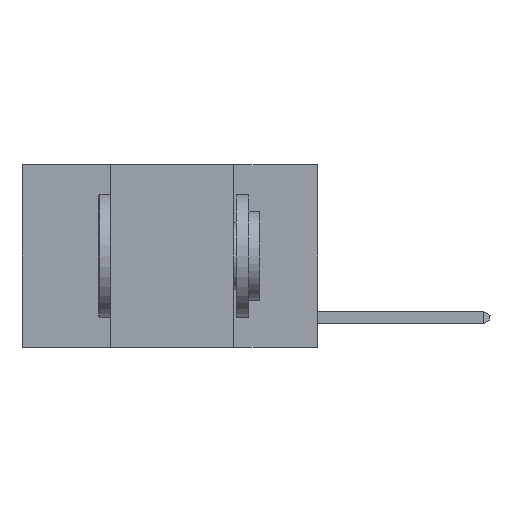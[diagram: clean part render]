
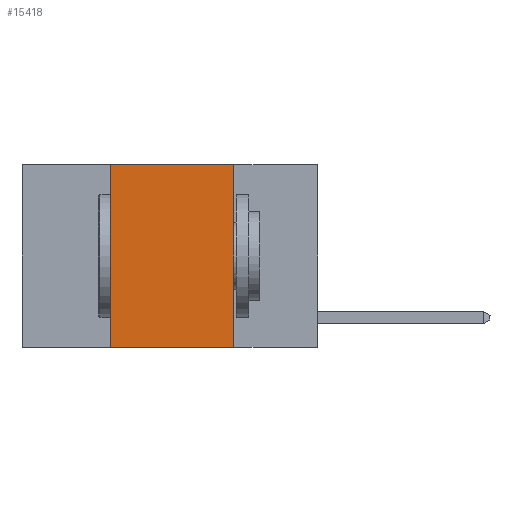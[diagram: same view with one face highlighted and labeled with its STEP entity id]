
A CAD part, left-side view. The second image highlights one B-rep face of the part: STEP entity #15418.
In plain terms, the highlighted planar face has unit normal (-1, 0, 0).
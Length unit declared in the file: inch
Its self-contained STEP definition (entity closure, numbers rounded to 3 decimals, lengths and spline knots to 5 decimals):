
#1859 = CARTESIAN_POINT ( 'NONE',  ( 0., 0.42, 0. ) ) ;
#2001 = EDGE_CURVE ( 'NONE', #10214, #4410, #17500, .T. ) ;
#2293 = ORIENTED_EDGE ( 'NONE', *, *, #6656, .F. ) ;
#2377 = EDGE_CURVE ( 'NONE', #10214, #18649, #11687, .T. ) ;
#3806 = CARTESIAN_POINT ( 'NONE',  ( 0., 0.6, -0.37 ) ) ;
#4410 = VERTEX_POINT ( 'NONE', #1859 ) ;
#4699 = CARTESIAN_POINT ( 'NONE',  ( 0., 0.6, 0. ) ) ;
#4711 = ORIENTED_EDGE ( 'NONE', *, *, #12704, .F. ) ;
#4814 = CARTESIAN_POINT ( 'NONE',  ( 0., 0.17, 0. ) ) ;
#5281 = EDGE_LOOP ( 'NONE', ( #4711, #2293, #13051, #16875 ) ) ;
#6063 = VECTOR ( 'NONE', #7391, 39.37008 ) ;
#6299 = DIRECTION ( 'NONE',  ( 0., 0., -1. ) ) ;
#6656 = EDGE_CURVE ( 'NONE', #4410, #7228, #16372, .T. ) ;
#7228 = VERTEX_POINT ( 'NONE', #15489 ) ;
#7274 = FACE_OUTER_BOUND ( 'NONE', #5281, .T. ) ;
#7391 = DIRECTION ( 'NONE',  ( 0., -1., 0. ) ) ;
#7439 = CARTESIAN_POINT ( 'NONE',  ( 0., 0.42, 0. ) ) ;
#7482 = DIRECTION ( 'NONE',  ( 0., 0., 1. ) ) ;
#8142 = CARTESIAN_POINT ( 'NONE',  ( 0., 0.17, -0.37 ) ) ;
#9250 = VECTOR ( 'NONE', #7482, 39.37008 ) ;
#10214 = VERTEX_POINT ( 'NONE', #16728 ) ;
#11601 = VECTOR ( 'NONE', #15732, 39.37008 ) ;
#11687 = LINE ( 'NONE', #3806, #6063 ) ;
#12246 = VECTOR ( 'NONE', #18718, 39.37008 ) ;
#12704 = EDGE_CURVE ( 'NONE', #7228, #18649, #15240, .T. ) ;
#13051 = ORIENTED_EDGE ( 'NONE', *, *, #2001, .F. ) ;
#14052 = PLANE ( 'NONE',  #19218 ) ;
#14087 = CARTESIAN_POINT ( 'NONE',  ( 0., 0.6, 0. ) ) ;
#15240 = LINE ( 'NONE', #4814, #11601 ) ;
#15418 = ADVANCED_FACE ( 'NONE', ( #7274 ), #14052, .F. ) ;
#15489 = CARTESIAN_POINT ( 'NONE',  ( 0., 0.17, 0. ) ) ;
#15618 = DIRECTION ( 'NONE',  ( 1., 0., 0. ) ) ;
#15732 = DIRECTION ( 'NONE',  ( 0., 0., -1. ) ) ;
#16372 = LINE ( 'NONE', #14087, #12246 ) ;
#16728 = CARTESIAN_POINT ( 'NONE',  ( 0., 0.42, -0.37 ) ) ;
#16875 = ORIENTED_EDGE ( 'NONE', *, *, #2377, .T. ) ;
#17500 = LINE ( 'NONE', #7439, #9250 ) ;
#18649 = VERTEX_POINT ( 'NONE', #8142 ) ;
#18718 = DIRECTION ( 'NONE',  ( 0., -1., 0. ) ) ;
#19218 = AXIS2_PLACEMENT_3D ( 'NONE', #4699, #15618, #6299 ) ;
